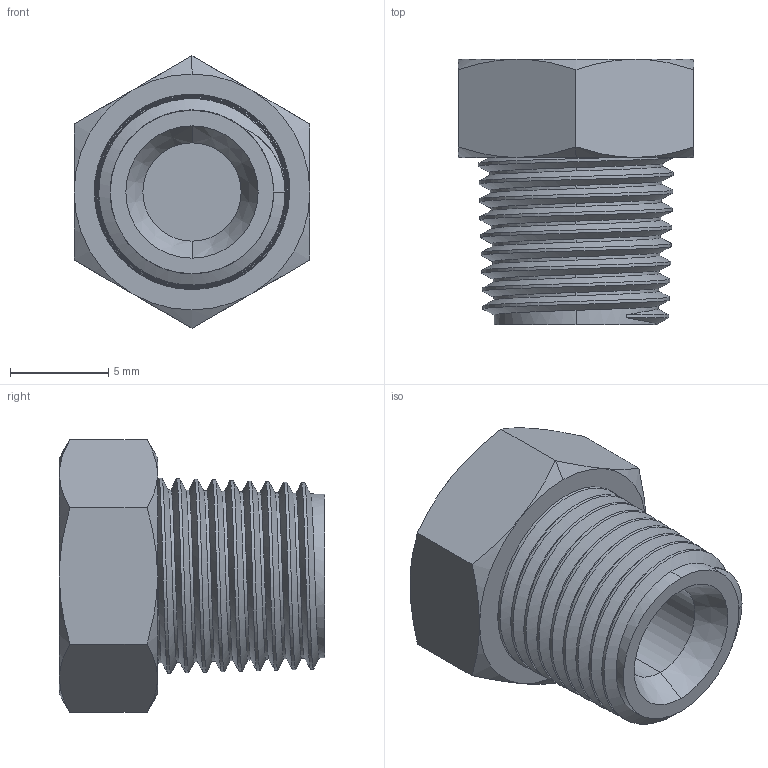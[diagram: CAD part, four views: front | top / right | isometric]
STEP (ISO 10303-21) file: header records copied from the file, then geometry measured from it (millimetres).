
FILE_DESCRIPTION (( 'STEP AP214' ), '1' );
FILE_NAME ('12052102001.STEP', '2020-05-20T07:30:39', ( '' ), ( '' ), 'SwSTEP 2.0', 'SolidWorks 2019', '' );
FILE_SCHEMA (( 'AUTOMOTIVE_DESIGN' ));
Length unit declared in the file: millimetre
Products named in the file (1): 12052102001
Bounding box: 12 x 13.5 x 13.86 mm (x, y, z)
Volume: 906.4 mm3; surface area: 1040.1 mm2
Topology: 1 solids, 1 shells, 221 faces, 576 edges, 378 vertices
Faces by surface type: plane 122, bspline 57, cone 37, cylinder 5
Entity records: 12348 total; most frequent: CARTESIAN_POINT 7382, ORIENTED_EDGE 1152, DIRECTION 757, EDGE_CURVE 576, VERTEX_POINT 378, LINE 369, VECTOR 369, EDGE_LOOP 242
